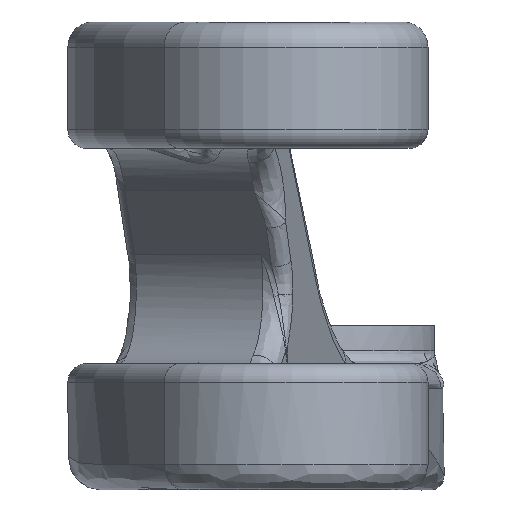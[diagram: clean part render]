
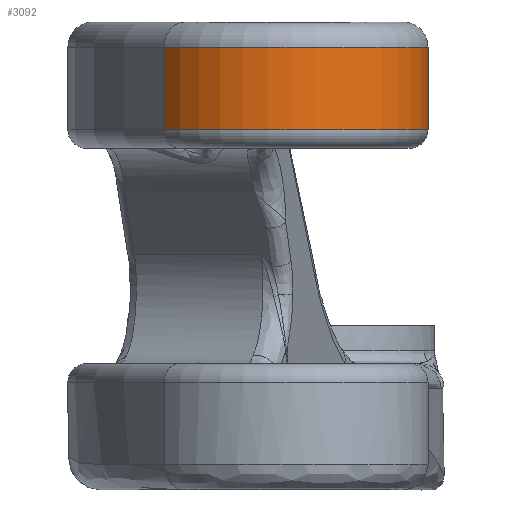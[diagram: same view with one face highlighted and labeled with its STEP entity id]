
A CAD part, front view. The second image highlights one B-rep face of the part: STEP entity #3092.
In plain terms, the highlighted cylindrical face has radius 11.5 mm (diameter 23 mm), a partial arc.
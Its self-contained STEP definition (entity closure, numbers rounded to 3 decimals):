
#166=CYLINDRICAL_SURFACE('',#3500,11.5);
#254=LINE('',#7517,#353);
#255=LINE('',#7519,#354);
#353=VECTOR('',#4318,10.);
#354=VECTOR('',#4321,10.);
#557=FACE_OUTER_BOUND('',#779,.T.);
#779=EDGE_LOOP('',(#2689,#2690,#2691,#2692));
#1095=CIRCLE('',#3408,11.5);
#1142=CIRCLE('',#3481,11.5);
#1371=VERTEX_POINT('',#6781);
#1372=VERTEX_POINT('',#6785);
#1415=VERTEX_POINT('',#7320);
#1416=VERTEX_POINT('',#7324);
#1767=EDGE_CURVE('',#1372,#1371,#1095,.T.);
#1843=EDGE_CURVE('',#1415,#1416,#1142,.T.);
#1867=EDGE_CURVE('',#1372,#1416,#254,.T.);
#1868=EDGE_CURVE('',#1371,#1415,#255,.T.);
#2689=ORIENTED_EDGE('',*,*,#1767,.T.);
#2690=ORIENTED_EDGE('',*,*,#1868,.T.);
#2691=ORIENTED_EDGE('',*,*,#1843,.T.);
#2692=ORIENTED_EDGE('',*,*,#1867,.F.);
#3092=ADVANCED_FACE('',(#557),#166,.T.);
#3408=AXIS2_PLACEMENT_3D('',#6787,#4115,#4116);
#3481=AXIS2_PLACEMENT_3D('',#7326,#4273,#4274);
#3500=AXIS2_PLACEMENT_3D('',#7518,#4319,#4320);
#4115=DIRECTION('center_axis',(0.,0.,1.));
#4116=DIRECTION('ref_axis',(0.737,-0.676,0.));
#4273=DIRECTION('center_axis',(0.,0.,-1.));
#4274=DIRECTION('ref_axis',(0.737,-0.676,0.));
#4318=DIRECTION('',(0.,0.,1.));
#4319=DIRECTION('center_axis',(0.,0.,-1.));
#4320=DIRECTION('ref_axis',(0.737,-0.676,0.));
#4321=DIRECTION('',(0.,0.,1.));
#6781=CARTESIAN_POINT('',(5.85,9.901,18.5));
#6785=CARTESIAN_POINT('',(-9.363,-6.677,18.5));
#6787=CARTESIAN_POINT('Origin',(0.,0.,18.5));
#7320=CARTESIAN_POINT('',(5.85,9.901,25.));
#7324=CARTESIAN_POINT('',(-9.363,-6.677,25.));
#7326=CARTESIAN_POINT('Origin',(0.,0.,25.));
#7517=CARTESIAN_POINT('',(-9.363,-6.677,17.));
#7518=CARTESIAN_POINT('Origin',(0.,0.,17.));
#7519=CARTESIAN_POINT('',(5.85,9.901,17.));
